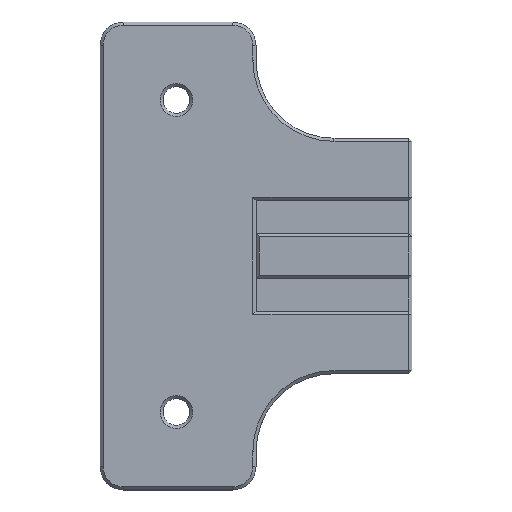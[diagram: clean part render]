
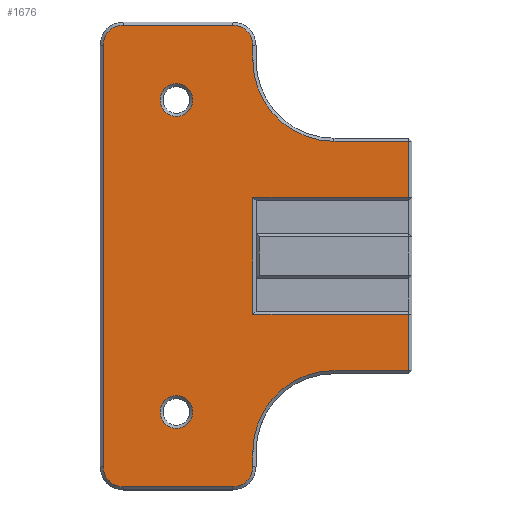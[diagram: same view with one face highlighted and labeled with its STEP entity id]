
A CAD part, top view. The second image highlights one B-rep face of the part: STEP entity #1676.
In plain terms, the highlighted planar face has unit normal (0, 0, 1).
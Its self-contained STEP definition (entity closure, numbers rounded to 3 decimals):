
#29=FACE_BOUND('',#213,.T.);
#30=FACE_BOUND('',#214,.T.);
#33=PLANE('',#1798);
#106=FACE_OUTER_BOUND('',#212,.T.);
#212=EDGE_LOOP('',(#1161,#1162,#1163,#1164,#1165,#1166,#1167,#1168,#1169,
#1170,#1171,#1172,#1173,#1174,#1175,#1176,#1177,#1178));
#213=EDGE_LOOP('',(#1179));
#214=EDGE_LOOP('',(#1180));
#322=LINE('',#2463,#522);
#323=LINE('',#2465,#523);
#324=LINE('',#2467,#524);
#325=LINE('',#2471,#525);
#326=LINE('',#2475,#526);
#327=LINE('',#2479,#527);
#328=LINE('',#2483,#528);
#329=LINE('',#2487,#529);
#330=LINE('',#2491,#530);
#331=LINE('',#2493,#531);
#332=LINE('',#2495,#532);
#333=LINE('',#2496,#533);
#522=VECTOR('',#1958,10.);
#523=VECTOR('',#1959,10.);
#524=VECTOR('',#1960,10.);
#525=VECTOR('',#1963,10.);
#526=VECTOR('',#1966,10.);
#527=VECTOR('',#1969,10.);
#528=VECTOR('',#1972,10.);
#529=VECTOR('',#1975,10.);
#530=VECTOR('',#1978,10.);
#531=VECTOR('',#1979,10.);
#532=VECTOR('',#1980,10.);
#533=VECTOR('',#1981,10.);
#721=CIRCLE('',#1796,2.1);
#723=CIRCLE('',#1799,10.4);
#724=CIRCLE('',#1800,2.6);
#725=CIRCLE('',#1801,2.6);
#726=CIRCLE('',#1802,2.6);
#727=CIRCLE('',#1803,2.6);
#728=CIRCLE('',#1804,10.4);
#729=CIRCLE('',#1805,2.1);
#767=VERTEX_POINT('',#2455);
#769=VERTEX_POINT('',#2461);
#770=VERTEX_POINT('',#2462);
#771=VERTEX_POINT('',#2464);
#772=VERTEX_POINT('',#2466);
#773=VERTEX_POINT('',#2468);
#774=VERTEX_POINT('',#2470);
#775=VERTEX_POINT('',#2472);
#776=VERTEX_POINT('',#2474);
#777=VERTEX_POINT('',#2476);
#778=VERTEX_POINT('',#2478);
#779=VERTEX_POINT('',#2480);
#780=VERTEX_POINT('',#2482);
#781=VERTEX_POINT('',#2484);
#782=VERTEX_POINT('',#2486);
#783=VERTEX_POINT('',#2488);
#784=VERTEX_POINT('',#2490);
#785=VERTEX_POINT('',#2492);
#786=VERTEX_POINT('',#2494);
#787=VERTEX_POINT('',#2497);
#909=EDGE_CURVE('',#767,#767,#721,.T.);
#912=EDGE_CURVE('',#769,#770,#322,.T.);
#913=EDGE_CURVE('',#771,#769,#323,.T.);
#914=EDGE_CURVE('',#772,#771,#324,.T.);
#915=EDGE_CURVE('',#773,#772,#723,.T.);
#916=EDGE_CURVE('',#774,#773,#325,.T.);
#917=EDGE_CURVE('',#775,#774,#724,.T.);
#918=EDGE_CURVE('',#776,#775,#326,.T.);
#919=EDGE_CURVE('',#777,#776,#725,.T.);
#920=EDGE_CURVE('',#778,#777,#327,.T.);
#921=EDGE_CURVE('',#779,#778,#726,.T.);
#922=EDGE_CURVE('',#780,#779,#328,.T.);
#923=EDGE_CURVE('',#781,#780,#727,.T.);
#924=EDGE_CURVE('',#782,#781,#329,.T.);
#925=EDGE_CURVE('',#783,#782,#728,.T.);
#926=EDGE_CURVE('',#784,#783,#330,.T.);
#927=EDGE_CURVE('',#785,#784,#331,.T.);
#928=EDGE_CURVE('',#786,#785,#332,.T.);
#929=EDGE_CURVE('',#770,#786,#333,.T.);
#930=EDGE_CURVE('',#787,#787,#729,.T.);
#1161=ORIENTED_EDGE('',*,*,#912,.F.);
#1162=ORIENTED_EDGE('',*,*,#913,.F.);
#1163=ORIENTED_EDGE('',*,*,#914,.F.);
#1164=ORIENTED_EDGE('',*,*,#915,.F.);
#1165=ORIENTED_EDGE('',*,*,#916,.F.);
#1166=ORIENTED_EDGE('',*,*,#917,.F.);
#1167=ORIENTED_EDGE('',*,*,#918,.F.);
#1168=ORIENTED_EDGE('',*,*,#919,.F.);
#1169=ORIENTED_EDGE('',*,*,#920,.F.);
#1170=ORIENTED_EDGE('',*,*,#921,.F.);
#1171=ORIENTED_EDGE('',*,*,#922,.F.);
#1172=ORIENTED_EDGE('',*,*,#923,.F.);
#1173=ORIENTED_EDGE('',*,*,#924,.F.);
#1174=ORIENTED_EDGE('',*,*,#925,.F.);
#1175=ORIENTED_EDGE('',*,*,#926,.F.);
#1176=ORIENTED_EDGE('',*,*,#927,.F.);
#1177=ORIENTED_EDGE('',*,*,#928,.F.);
#1178=ORIENTED_EDGE('',*,*,#929,.F.);
#1179=ORIENTED_EDGE('',*,*,#930,.F.);
#1180=ORIENTED_EDGE('',*,*,#909,.F.);
#1676=ADVANCED_FACE('',(#106,#29,#30),#33,.T.);
#1796=AXIS2_PLACEMENT_3D('',#2456,#1951,#1952);
#1798=AXIS2_PLACEMENT_3D('',#2460,#1956,#1957);
#1799=AXIS2_PLACEMENT_3D('',#2469,#1961,#1962);
#1800=AXIS2_PLACEMENT_3D('',#2473,#1964,#1965);
#1801=AXIS2_PLACEMENT_3D('',#2477,#1967,#1968);
#1802=AXIS2_PLACEMENT_3D('',#2481,#1970,#1971);
#1803=AXIS2_PLACEMENT_3D('',#2485,#1973,#1974);
#1804=AXIS2_PLACEMENT_3D('',#2489,#1976,#1977);
#1805=AXIS2_PLACEMENT_3D('',#2498,#1982,#1983);
#1951=DIRECTION('center_axis',(0.,0.,
1.));
#1952=DIRECTION('ref_axis',(1.,0.,0.));
#1956=DIRECTION('center_axis',(0.,0.,
1.));
#1957=DIRECTION('ref_axis',(0.,-1.,0.));
#1958=DIRECTION('',(-1.,0.,0.));
#1959=DIRECTION('',(0.,-1.,0.));
#1960=DIRECTION('',(1.,0.,0.));
#1961=DIRECTION('center_axis',(0.,0.,
1.));
#1962=DIRECTION('ref_axis',(-0.707,-0.707,0.));
#1963=DIRECTION('',(0.,-1.,0.));
#1964=DIRECTION('center_axis',(0.,0.,
-1.));
#1965=DIRECTION('ref_axis',(0.707,0.707,0.));
#1966=DIRECTION('',(1.,0.,0.));
#1967=DIRECTION('center_axis',(0.,0.,
-1.));
#1968=DIRECTION('ref_axis',(-0.707,0.707,0.));
#1969=DIRECTION('',(0.,1.,0.));
#1970=DIRECTION('center_axis',(0.,0.,
-1.));
#1971=DIRECTION('ref_axis',(-0.707,-0.707,0.));
#1972=DIRECTION('',(-1.,0.,0.));
#1973=DIRECTION('center_axis',(0.,0.,
-1.));
#1974=DIRECTION('ref_axis',(0.707,-0.707,0.));
#1975=DIRECTION('',(0.,-1.,0.));
#1976=DIRECTION('center_axis',(0.,0.,
1.));
#1977=DIRECTION('ref_axis',(-0.707,0.707,0.));
#1978=DIRECTION('',(-1.,0.,0.));
#1979=DIRECTION('',(0.,-1.,0.));
#1980=DIRECTION('',(1.,0.,0.));
#1981=DIRECTION('',(0.,-1.,0.));
#1982=DIRECTION('center_axis',(0.,0.,
1.));
#1983=DIRECTION('ref_axis',(1.,0.,0.));
#2455=CARTESIAN_POINT('',(-247.3,20.,-232.1));
#2456=CARTESIAN_POINT('Origin',(-245.2,20.,-232.1));
#2460=CARTESIAN_POINT('Origin',(-235.,-7.1,-232.1));
#2461=CARTESIAN_POINT('',(-215.4,7.5,-232.1));
#2462=CARTESIAN_POINT('',(-235.4,7.5,-232.1));
#2463=CARTESIAN_POINT('',(-235.,7.5,-232.1));
#2464=CARTESIAN_POINT('',(-215.4,14.7,-232.1));
#2465=CARTESIAN_POINT('',(-215.4,-3.55,-232.1));
#2466=CARTESIAN_POINT('',(-225.,14.7,-232.1));
#2467=CARTESIAN_POINT('',(-235.,14.7,-232.1));
#2468=CARTESIAN_POINT('',(-235.4,25.1,-232.1));
#2469=CARTESIAN_POINT('Origin',(-225.,25.1,-232.1));
#2470=CARTESIAN_POINT('',(-235.4,27.,-232.1));
#2471=CARTESIAN_POINT('',(-235.4,-3.55,-232.1));
#2472=CARTESIAN_POINT('',(-238.,29.6,-232.1));
#2473=CARTESIAN_POINT('Origin',(-238.,27.,-232.1));
#2474=CARTESIAN_POINT('',(-252.,29.6,-232.1));
#2475=CARTESIAN_POINT('',(-235.,29.6,-232.1));
#2476=CARTESIAN_POINT('',(-254.6,27.,-232.1));
#2477=CARTESIAN_POINT('Origin',(-252.,27.,-232.1));
#2478=CARTESIAN_POINT('',(-254.6,-27.,-232.1));
#2479=CARTESIAN_POINT('',(-254.6,-3.55,-232.1));
#2480=CARTESIAN_POINT('',(-252.,-29.6,-232.1));
#2481=CARTESIAN_POINT('Origin',(-252.,-27.,-232.1));
#2482=CARTESIAN_POINT('',(-238.,-29.6,-232.1));
#2483=CARTESIAN_POINT('',(-235.,-29.6,-232.1));
#2484=CARTESIAN_POINT('',(-235.4,-27.,-232.1));
#2485=CARTESIAN_POINT('Origin',(-238.,-27.,-232.1));
#2486=CARTESIAN_POINT('',(-235.4,-25.1,-232.1));
#2487=CARTESIAN_POINT('',(-235.4,-3.55,-232.1));
#2488=CARTESIAN_POINT('',(-225.,-14.7,-232.1));
#2489=CARTESIAN_POINT('Origin',(-225.,-25.1,-232.1));
#2490=CARTESIAN_POINT('',(-215.4,-14.7,-232.1));
#2491=CARTESIAN_POINT('',(-235.,-14.7,-232.1));
#2492=CARTESIAN_POINT('',(-215.4,-7.5,-232.1));
#2493=CARTESIAN_POINT('',(-215.4,-3.55,-232.1));
#2494=CARTESIAN_POINT('',(-235.4,-7.5,-232.1));
#2495=CARTESIAN_POINT('',(-235.,-7.5,-232.1));
#2496=CARTESIAN_POINT('',(-235.4,-3.55,-232.1));
#2497=CARTESIAN_POINT('',(-247.3,-20.,-232.1));
#2498=CARTESIAN_POINT('Origin',(-245.2,-20.,-232.1));
